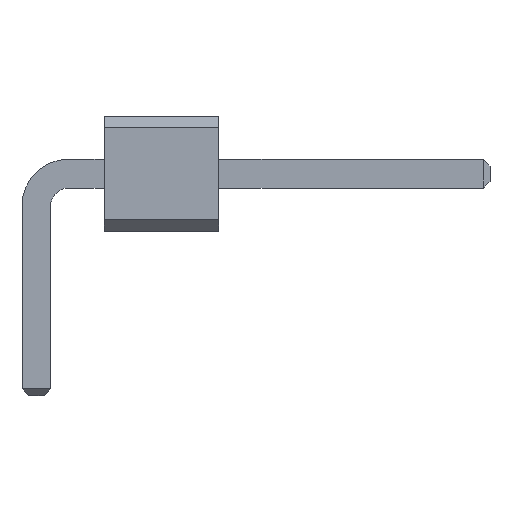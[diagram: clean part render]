
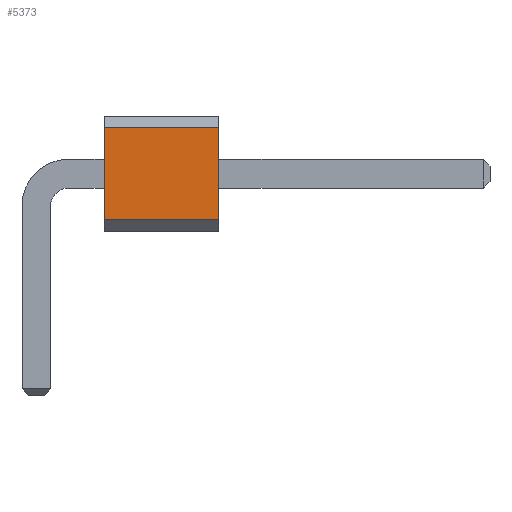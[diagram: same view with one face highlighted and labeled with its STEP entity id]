
A CAD part, front view. The second image highlights one B-rep face of the part: STEP entity #5373.
In plain terms, the highlighted planar face has unit normal (0, -1, 0).
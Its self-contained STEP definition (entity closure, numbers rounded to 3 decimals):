
#551 = VERTEX_POINT('',#552);
#552 = CARTESIAN_POINT('',(4.04,-49.53,2.29));
#558 = EDGE_CURVE('',#559,#551,#561,.T.);
#559 = VERTEX_POINT('',#560);
#560 = CARTESIAN_POINT('',(4.04,-49.53,0.25));
#561 = LINE('',#562,#563);
#562 = CARTESIAN_POINT('',(4.04,-49.53,0.));
#563 = VECTOR('',#564,1.);
#564 = DIRECTION('',(0.,0.,1.));
#2231 = VERTEX_POINT('',#2232);
#2232 = CARTESIAN_POINT('',(1.5,-49.53,0.25));
#2238 = EDGE_CURVE('',#2231,#2239,#2241,.T.);
#2239 = VERTEX_POINT('',#2240);
#2240 = CARTESIAN_POINT('',(1.5,-49.53,2.29));
#2241 = LINE('',#2242,#2243);
#2242 = CARTESIAN_POINT('',(1.5,-49.53,0.));
#2243 = VECTOR('',#2244,1.);
#2244 = DIRECTION('',(0.,0.,1.));
#5363 = EDGE_CURVE('',#559,#2231,#5364,.T.);
#5364 = LINE('',#5365,#5366);
#5365 = CARTESIAN_POINT('',(4.04,-49.53,0.25));
#5366 = VECTOR('',#5367,1.);
#5367 = DIRECTION('',(-1.,0.,0.));
#5373 = ADVANCED_FACE('',(#5374),#5385,.F.);
#5374 = FACE_BOUND('',#5375,.F.);
#5375 = EDGE_LOOP('',(#5376,#5377,#5378,#5379));
#5376 = ORIENTED_EDGE('',*,*,#558,.F.);
#5377 = ORIENTED_EDGE('',*,*,#5363,.T.);
#5378 = ORIENTED_EDGE('',*,*,#2238,.T.);
#5379 = ORIENTED_EDGE('',*,*,#5380,.F.);
#5380 = EDGE_CURVE('',#551,#2239,#5381,.T.);
#5381 = LINE('',#5382,#5383);
#5382 = CARTESIAN_POINT('',(4.04,-49.53,2.29));
#5383 = VECTOR('',#5384,1.);
#5384 = DIRECTION('',(-1.,0.,0.));
#5385 = PLANE('',#5386);
#5386 = AXIS2_PLACEMENT_3D('',#5387,#5388,#5389);
#5387 = CARTESIAN_POINT('',(4.04,-49.53,0.));
#5388 = DIRECTION('',(0.,1.,0.));
#5389 = DIRECTION('',(0.,0.,1.));
